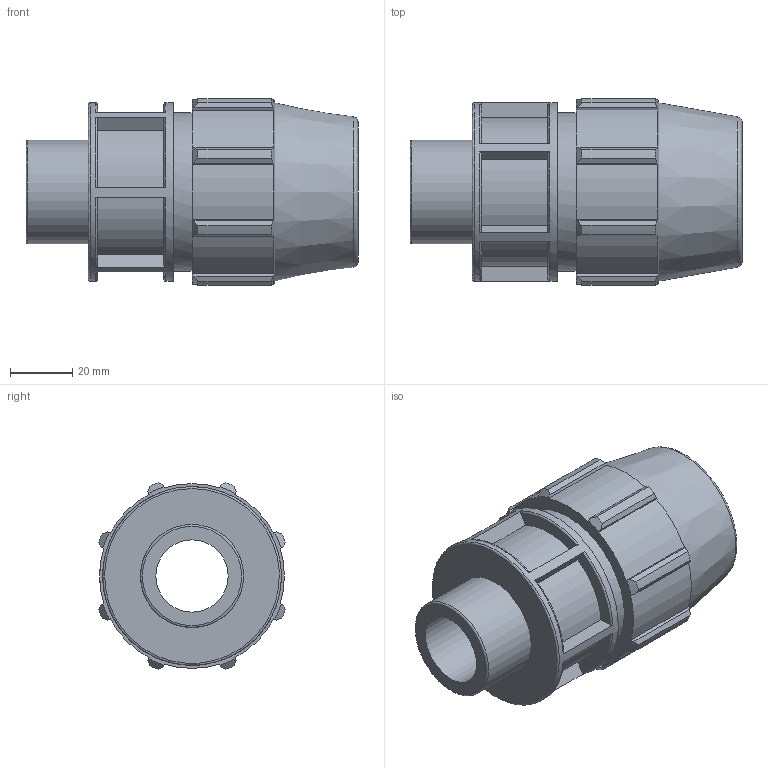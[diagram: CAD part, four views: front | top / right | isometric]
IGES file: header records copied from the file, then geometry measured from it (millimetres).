
Global section: file name: 070200032010_180200032010_0702060320100A.ipt; native system: Autodesk Inventor 2015; preprocessor: unknown; author: KIM; date: 20170606.110156; units: millimetre
Bounding box: 107 x 60.22 x 60.22 mm (x, y, z)
Volume: 142054.9 mm3; surface area: 35533.3 mm2
Topology: 1 solids, 1 shells, 117 faces, 321 edges, 216 vertices
Faces by surface type: plane 63, cylinder 25, revolution 19, cone 10
Full cylindrical faces by diameter (mm): 33.249 x1, 51.2 x1, 57.6 x1
